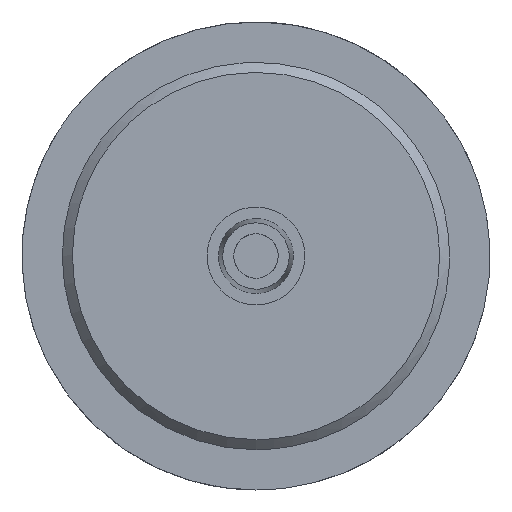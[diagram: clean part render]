
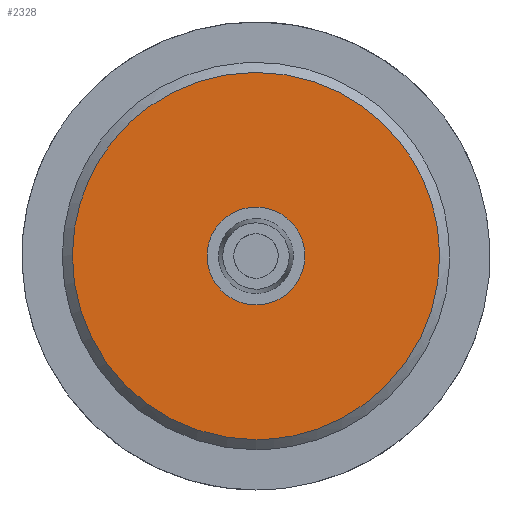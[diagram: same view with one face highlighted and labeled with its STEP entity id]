
A CAD part, front view. The second image highlights one B-rep face of the part: STEP entity #2328.
In plain terms, the highlighted free-form (B-spline) face has degree [1, 1] with [2, 2] control points.
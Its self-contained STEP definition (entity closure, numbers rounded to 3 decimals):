
#1003 = EDGE_CURVE('',#1004,#1004,#1006,.T.);
#1004 = VERTEX_POINT('',#1005);
#1005 = CARTESIAN_POINT('',(0.,-0.094,
    -4.389));
#1006 = ( BOUNDED_CURVE() B_SPLINE_CURVE(2,(#1007,#1008,#1009,#1010,
#1011,#1012,#1013),.UNSPECIFIED.,.T.,.F.) B_SPLINE_CURVE_WITH_KNOTS((3,2
    ,2,3),(3.142,5.236,7.33,9.425),
.PIECEWISE_BEZIER_KNOTS.) CURVE() GEOMETRIC_REPRESENTATION_ITEM() 
RATIONAL_B_SPLINE_CURVE((1.,0.5,1.,0.5,1.,0.5,1.)) REPRESENTATION_ITEM(
  '') );
#1007 = CARTESIAN_POINT('',(0.,-0.094,
    -4.389));
#1008 = CARTESIAN_POINT('',(-7.602,-0.094,
    -4.389));
#1009 = CARTESIAN_POINT('',(-3.801,-0.094,
    2.194));
#1010 = CARTESIAN_POINT('',(0.,-0.094,
    8.778));
#1011 = CARTESIAN_POINT('',(3.801,-0.094,
    2.194));
#1012 = CARTESIAN_POINT('',(7.602,-0.094,
    -4.389));
#1013 = CARTESIAN_POINT('',(0.,-0.094,
    -4.389));
#1068 = VERTEX_POINT('',#1069);
#1069 = CARTESIAN_POINT('',(0.,-0.094,
    -16.482));
#1074 = EDGE_CURVE('',#1068,#1068,#1075,.T.);
#1075 = ( BOUNDED_CURVE() B_SPLINE_CURVE(2,(#1076,#1077,#1078,#1079,
#1080,#1081,#1082),.UNSPECIFIED.,.T.,.F.) B_SPLINE_CURVE_WITH_KNOTS((3,2
    ,2,3),(3.142,5.236,7.33,9.425),
.PIECEWISE_BEZIER_KNOTS.) CURVE() GEOMETRIC_REPRESENTATION_ITEM() 
RATIONAL_B_SPLINE_CURVE((1.,0.5,1.,0.5,1.,0.5,1.)) REPRESENTATION_ITEM(
  '') );
#1076 = CARTESIAN_POINT('',(0.,-0.094,
    -16.482));
#1077 = CARTESIAN_POINT('',(-28.547,-0.094,
    -16.482));
#1078 = CARTESIAN_POINT('',(-14.274,-0.094,
    8.241));
#1079 = CARTESIAN_POINT('',(0.,-0.094,
    32.964));
#1080 = CARTESIAN_POINT('',(14.274,-0.094,
    8.241));
#1081 = CARTESIAN_POINT('',(28.547,-0.094,
    -16.482));
#1082 = CARTESIAN_POINT('',(0.,-0.094,
    -16.482));
#2328 = ADVANCED_FACE('',(#2329,#2332),#2335,.F.);
#2329 = FACE_BOUND('',#2330,.T.);
#2330 = EDGE_LOOP('',(#2331));
#2331 = ORIENTED_EDGE('',*,*,#1074,.F.);
#2332 = FACE_BOUND('',#2333,.T.);
#2333 = EDGE_LOOP('',(#2334));
#2334 = ORIENTED_EDGE('',*,*,#1003,.T.);
#2335 = B_SPLINE_SURFACE_WITH_KNOTS('',1,1,(
    (#2336,#2337)
    ,(#2338,#2339
    )),.UNSPECIFIED.,.F.,.F.,.F.,(2,2),(2,2),(0.,22.225),(
    -11.113,11.113),.PIECEWISE_BEZIER_KNOTS.);
#2336 = CARTESIAN_POINT('',(-16.482,-0.094,
    -16.482));
#2337 = CARTESIAN_POINT('',(16.482,-0.094,
    -16.482));
#2338 = CARTESIAN_POINT('',(-16.482,-0.094,
    16.482));
#2339 = CARTESIAN_POINT('',(16.482,-0.094,
    16.482));
